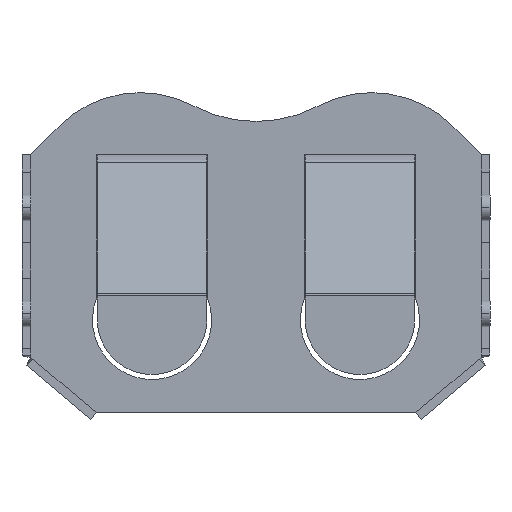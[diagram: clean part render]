
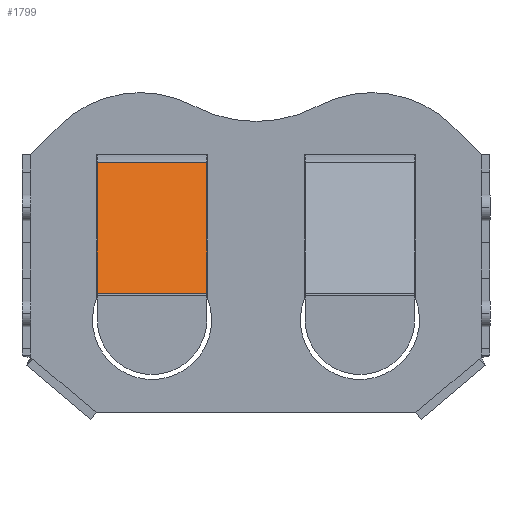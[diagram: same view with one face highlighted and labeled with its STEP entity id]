
A CAD part, front view. The second image highlights one B-rep face of the part: STEP entity #1799.
In plain terms, the highlighted planar face has unit normal (0, -0.951, 0.309).
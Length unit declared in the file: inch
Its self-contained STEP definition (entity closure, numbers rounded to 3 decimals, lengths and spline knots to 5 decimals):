
#230 = EDGE_CURVE ( 'NONE', #2431, #2008, #332, .T. ) ;
#305 = DIRECTION ( 'NONE',  ( -1., 0., 0. ) ) ;
#332 = LINE ( 'NONE', #1764, #2627 ) ;
#580 = VERTEX_POINT ( 'NONE', #2108 ) ;
#602 = AXIS2_PLACEMENT_3D ( 'NONE', #2186, #3106, #1305 ) ;
#863 = ORIENTED_EDGE ( 'NONE', *, *, #230, .T. ) ;
#969 = ORIENTED_EDGE ( 'NONE', *, *, #1378, .F. ) ;
#994 = VECTOR ( 'NONE', #3559, 39.37008 ) ;
#999 = LINE ( 'NONE', #3207, #3127 ) ;
#1305 = DIRECTION ( 'NONE',  ( 0., 0.309, 0.951 ) ) ;
#1378 = EDGE_CURVE ( 'NONE', #2431, #3575, #1674, .T. ) ;
#1439 = CARTESIAN_POINT ( 'NONE',  ( -0.05571, 0.08049, -0.0421 ) ) ;
#1578 = EDGE_CURVE ( 'NONE', #3575, #580, #2689, .T. ) ;
#1674 = LINE ( 'NONE', #3011, #3215 ) ;
#1764 = CARTESIAN_POINT ( 'NONE',  ( -0.05571, 0.12853, 0.10573 ) ) ;
#1799 = ADVANCED_FACE ( 'NONE', ( #2147 ), #3681, .F. ) ;
#1879 = DIRECTION ( 'NONE',  ( 0., -0.309, -0.951 ) ) ;
#2008 = VERTEX_POINT ( 'NONE', #3035 ) ;
#2108 = CARTESIAN_POINT ( 'NONE',  ( -0.17971, 0.08049, -0.0421 ) ) ;
#2147 = FACE_OUTER_BOUND ( 'NONE', #3161, .T. ) ;
#2186 = CARTESIAN_POINT ( 'NONE',  ( -0.05571, 0.12853, 0.10573 ) ) ;
#2391 = CARTESIAN_POINT ( 'NONE',  ( -0.05571, 0.08049, -0.0421 ) ) ;
#2431 = VERTEX_POINT ( 'NONE', #3558 ) ;
#2581 = ORIENTED_EDGE ( 'NONE', *, *, #3886, .T. ) ;
#2616 = DIRECTION ( 'NONE',  ( 0., -0.309, -0.951 ) ) ;
#2627 = VECTOR ( 'NONE', #305, 39.37008 ) ;
#2689 = LINE ( 'NONE', #1439, #994 ) ;
#2756 = ORIENTED_EDGE ( 'NONE', *, *, #1578, .F. ) ;
#3011 = CARTESIAN_POINT ( 'NONE',  ( -0.05571, 0.12853, 0.10573 ) ) ;
#3035 = CARTESIAN_POINT ( 'NONE',  ( -0.17971, 0.12853, 0.10573 ) ) ;
#3106 = DIRECTION ( 'NONE',  ( 0., 0.951, -0.309 ) ) ;
#3127 = VECTOR ( 'NONE', #2616, 39.37008 ) ;
#3161 = EDGE_LOOP ( 'NONE', ( #2581, #2756, #969, #863 ) ) ;
#3207 = CARTESIAN_POINT ( 'NONE',  ( -0.17971, 0.12853, 0.10573 ) ) ;
#3215 = VECTOR ( 'NONE', #1879, 39.37008 ) ;
#3558 = CARTESIAN_POINT ( 'NONE',  ( -0.05571, 0.12853, 0.10573 ) ) ;
#3559 = DIRECTION ( 'NONE',  ( -1., 0., 0. ) ) ;
#3575 = VERTEX_POINT ( 'NONE', #2391 ) ;
#3681 = PLANE ( 'NONE',  #602 ) ;
#3886 = EDGE_CURVE ( 'NONE', #2008, #580, #999, .T. ) ;
